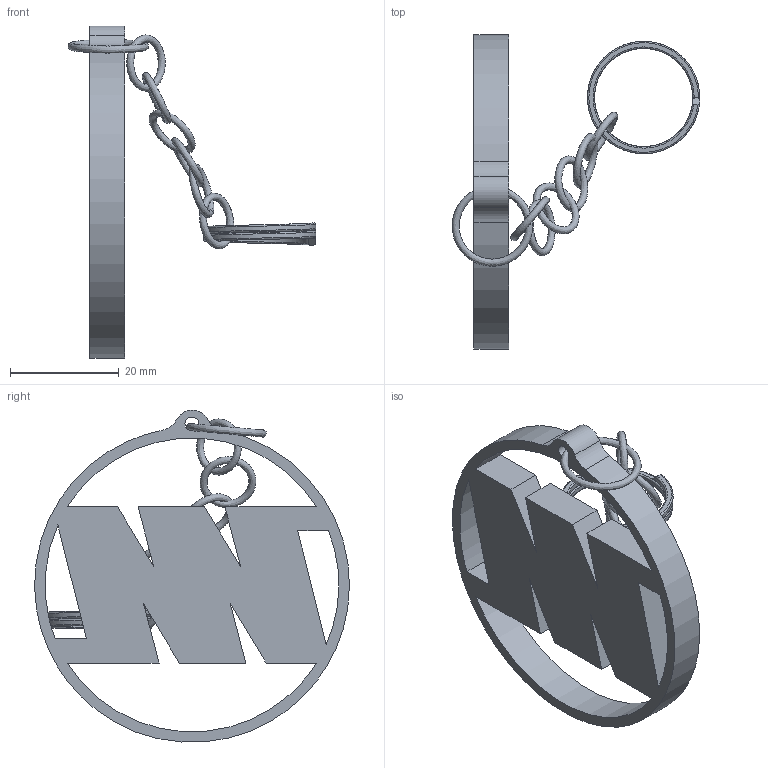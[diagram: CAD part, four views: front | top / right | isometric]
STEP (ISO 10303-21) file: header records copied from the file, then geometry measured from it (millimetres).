
FILE_DESCRIPTION(('FreeCAD Model'),'2;1');
FILE_NAME('Open CASCADE Shape Model','2025-05-03T17:13:25',('FreeCAD'),( 'FreeCAD'),'Open CASCADE STEP processor 7.6','FreeCAD','Unknown');
FILE_SCHEMA(('AUTOMOTIVE_DESIGN { 1 0 10303 214 1 1 1 1 }'));
Length unit declared in the file: millimetre
Products named in the file (1): Open CASCADE STEP translator 7.6 1
Bounding box: 45.52 x 57.85 x 61 mm (x, y, z)
Volume: 10731.6 mm3; surface area: 8477.8 mm2
Topology: 11 solids, 11 shells, 48 faces, 123 edges, 79 vertices
Faces by surface type: bspline 48
Entity records: 3378 total; most frequent: CARTESIAN_POINT 2612, ORIENTED_EDGE 246, EDGE_CURVE 123, B_SPLINE_CURVE_WITH_KNOTS 87, VERTEX_POINT 79, FACE_BOUND 58, EDGE_LOOP 58, ADVANCED_FACE 48
